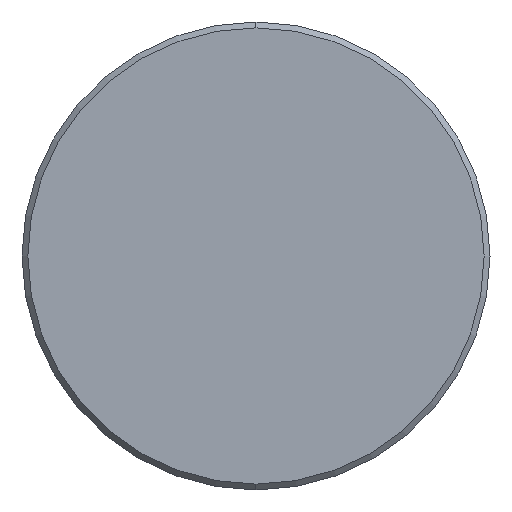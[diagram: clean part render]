
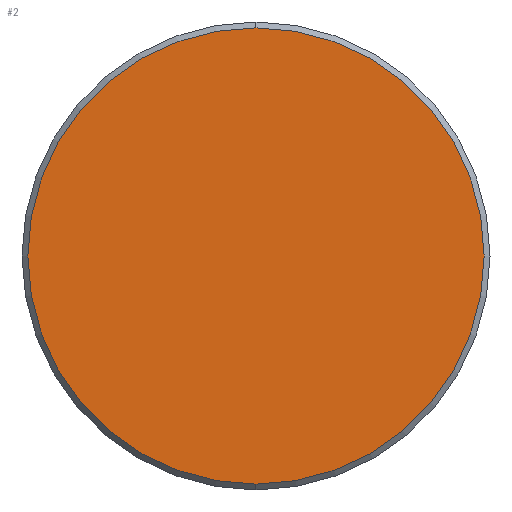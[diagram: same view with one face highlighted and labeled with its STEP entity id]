
A CAD part, left-side view. The second image highlights one B-rep face of the part: STEP entity #2.
In plain terms, the highlighted planar face has unit normal (-1, 0, 0).
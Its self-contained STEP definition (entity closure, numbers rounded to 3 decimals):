
#2 = ADVANCED_FACE ( 'NONE', ( #146 ), #275, .F. ) ;
#12 = EDGE_CURVE ( 'NONE', #272, #267, #97, .T. ) ;
#32 = AXIS2_PLACEMENT_3D ( 'NONE', #73, #71, #72 ) ;
#43 = AXIS2_PLACEMENT_3D ( 'NONE', #266, #265, #250 ) ;
#51 = EDGE_CURVE ( 'NONE', #267, #272, #202, .T. ) ;
#57 = AXIS2_PLACEMENT_3D ( 'NONE', #247, #246, #245 ) ;
#58 = CARTESIAN_POINT ( 'NONE',  ( -3000., 0., 19.5 ) ) ;
#59 = CARTESIAN_POINT ( 'NONE',  ( -3000., 0., -19.5 ) ) ;
#71 = DIRECTION ( 'NONE',  ( -1., 0., 0. ) ) ;
#72 = DIRECTION ( 'NONE',  ( 0., 0., -1. ) ) ;
#73 = CARTESIAN_POINT ( 'NONE',  ( -3000., 0., 0. ) ) ;
#97 = CIRCLE ( 'NONE', #57, 19.5 ) ;
#146 = FACE_OUTER_BOUND ( 'NONE', #152, .T. ) ;
#152 = EDGE_LOOP ( 'NONE', ( #183, #162 ) ) ;
#162 = ORIENTED_EDGE ( 'NONE', *, *, #51, .T. ) ;
#183 = ORIENTED_EDGE ( 'NONE', *, *, #12, .T. ) ;
#202 = CIRCLE ( 'NONE', #32, 19.5 ) ;
#245 = DIRECTION ( 'NONE',  ( 0., 0., -1. ) ) ;
#246 = DIRECTION ( 'NONE',  ( -1., 0., 0. ) ) ;
#247 = CARTESIAN_POINT ( 'NONE',  ( -3000., 0., 0. ) ) ;
#250 = DIRECTION ( 'NONE',  ( 0., 0., -1. ) ) ;
#265 = DIRECTION ( 'NONE',  ( 1., 0., 0. ) ) ;
#266 = CARTESIAN_POINT ( 'NONE',  ( -3000., 0., 0. ) ) ;
#267 = VERTEX_POINT ( 'NONE', #58 ) ;
#272 = VERTEX_POINT ( 'NONE', #59 ) ;
#275 = PLANE ( 'NONE',  #43 ) ;
